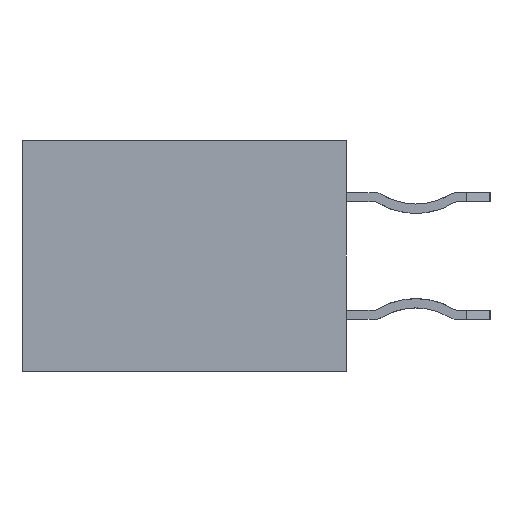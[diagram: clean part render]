
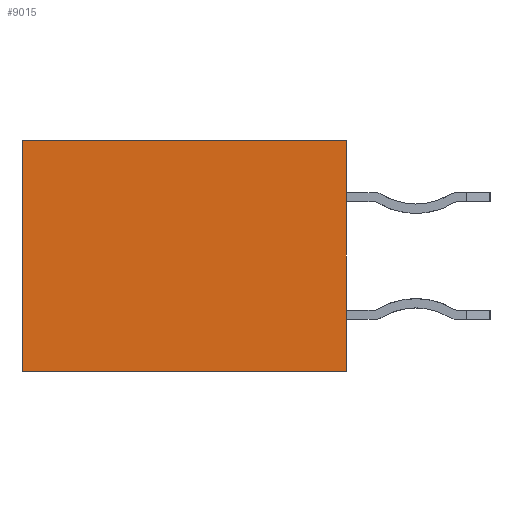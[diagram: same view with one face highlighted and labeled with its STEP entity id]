
A CAD part, left-side view. The second image highlights one B-rep face of the part: STEP entity #9015.
In plain terms, the highlighted planar face has unit normal (-1, 0, 0).
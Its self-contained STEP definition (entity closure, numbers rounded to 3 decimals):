
#7089=CARTESIAN_POINT('',(25.4,0.,-3.75));
#7090=VERTEX_POINT('',#7089);
#7100=CARTESIAN_POINT('',(25.4,7.,-3.75));
#7101=VERTEX_POINT('',#7100);
#7102=CARTESIAN_POINT('',(25.4,0.,-3.75));
#7103=CARTESIAN_POINT('',(25.4,1.4,-3.75));
#7104=CARTESIAN_POINT('',(25.4,2.8,-3.75));
#7105=CARTESIAN_POINT('',(25.4,4.2,-3.75));
#7106=CARTESIAN_POINT('',(25.4,5.6,-3.75));
#7107=CARTESIAN_POINT('',(25.4,7.,-3.75));
#7108=B_SPLINE_CURVE_WITH_KNOTS('',5,(#7102,#7103,#7104,#7105,#7106,#7107),.UNSPECIFIED.,.F.,.U.,(6,6),(0.,7.),.UNSPECIFIED.);
#7109=EDGE_CURVE('',#7090,#7101,#7108,.T.);
#7559=CARTESIAN_POINT('',(25.4,7.,1.25));
#7560=VERTEX_POINT('',#7559);
#7561=CARTESIAN_POINT('',(25.4,7.,1.25));
#7562=CARTESIAN_POINT('',(25.4,7.,0.25));
#7563=CARTESIAN_POINT('',(25.4,7.,-0.75));
#7564=CARTESIAN_POINT('',(25.4,7.,-1.75));
#7565=CARTESIAN_POINT('',(25.4,7.,-2.75));
#7566=CARTESIAN_POINT('',(25.4,7.,-3.75));
#7567=B_SPLINE_CURVE_WITH_KNOTS('',5,(#7561,#7562,#7563,#7564,#7565,#7566),.UNSPECIFIED.,.F.,.U.,(6,6),(0.,5.),.UNSPECIFIED.);
#7568=EDGE_CURVE('',#7560,#7101,#7567,.T.);
#7963=CARTESIAN_POINT('',(25.4,0.,1.25));
#7964=VERTEX_POINT('',#7963);
#8166=CARTESIAN_POINT('',(25.4,0.,1.25));
#8167=CARTESIAN_POINT('',(25.4,1.4,1.25));
#8168=CARTESIAN_POINT('',(25.4,2.8,1.25));
#8169=CARTESIAN_POINT('',(25.4,4.2,1.25));
#8170=CARTESIAN_POINT('',(25.4,5.6,1.25));
#8171=CARTESIAN_POINT('',(25.4,7.,1.25));
#8172=B_SPLINE_CURVE_WITH_KNOTS('',5,(#8166,#8167,#8168,#8169,#8170,#8171),.UNSPECIFIED.,.F.,.U.,(6,6),(0.,7.),.UNSPECIFIED.);
#8173=EDGE_CURVE('',#7964,#7560,#8172,.T.);
#8977=CARTESIAN_POINT('',(25.4,3.5,-1.25));
#8978=DIRECTION('',(0.,0.,1.));
#8979=DIRECTION('',(-1.,0.,0.));
#8980=AXIS2_PLACEMENT_3D('',#8977,#8979,#8978);
#8981=PLANE('',#8980);
#8982=ORIENTED_EDGE('',*,*,#7568,.T.);
#8983=ORIENTED_EDGE('',*,*,#7109,.F.);
#8984=CARTESIAN_POINT('',(25.4,0.,-3.24));
#8985=VERTEX_POINT('',#8984);
#8986=CARTESIAN_POINT('',(25.4,0.,-3.75));
#8987=CARTESIAN_POINT('',(25.4,0.,-3.648));
#8988=CARTESIAN_POINT('',(25.4,0.,-3.546));
#8989=CARTESIAN_POINT('',(25.4,0.,-3.444));
#8990=CARTESIAN_POINT('',(25.4,0.,-3.342));
#8991=CARTESIAN_POINT('',(25.4,0.,-3.24));
#8992=B_SPLINE_CURVE_WITH_KNOTS('',5,(#8986,#8987,#8988,#8989,#8990,#8991),.UNSPECIFIED.,.F.,.U.,(6,6),(0.,0.51),.UNSPECIFIED.);
#8993=EDGE_CURVE('',#7090,#8985,#8992,.T.);
#8994=ORIENTED_EDGE('',*,*,#8993,.T.);
#8995=CARTESIAN_POINT('',(25.4,0.,0.74));
#8996=VERTEX_POINT('',#8995);
#8997=CARTESIAN_POINT('',(25.4,0.,0.74));
#8998=DIRECTION('',(0.,0.,-1.));
#8999=VECTOR('',#8998,3.98);
#9000=LINE('',#8997,#8999);
#9001=EDGE_CURVE('',#8996,#8985,#9000,.T.);
#9002=ORIENTED_EDGE('',*,*,#9001,.F.);
#9003=CARTESIAN_POINT('',(25.4,0.,0.74));
#9004=CARTESIAN_POINT('',(25.4,0.,0.842));
#9005=CARTESIAN_POINT('',(25.4,0.,0.944));
#9006=CARTESIAN_POINT('',(25.4,0.,1.046));
#9007=CARTESIAN_POINT('',(25.4,0.,1.148));
#9008=CARTESIAN_POINT('',(25.4,0.,1.25));
#9009=B_SPLINE_CURVE_WITH_KNOTS('',5,(#9003,#9004,#9005,#9006,#9007,#9008),.UNSPECIFIED.,.F.,.U.,(6,6),(0.,0.51),.UNSPECIFIED.);
#9010=EDGE_CURVE('',#8996,#7964,#9009,.T.);
#9011=ORIENTED_EDGE('',*,*,#9010,.T.);
#9012=ORIENTED_EDGE('',*,*,#8173,.T.);
#9013=EDGE_LOOP('',(#8982,#8983,#8994,#9002,#9011,#9012));
#9014=FACE_OUTER_BOUND('',#9013,.T.);
#9015=ADVANCED_FACE('',(#9014),#8981,.T.);
